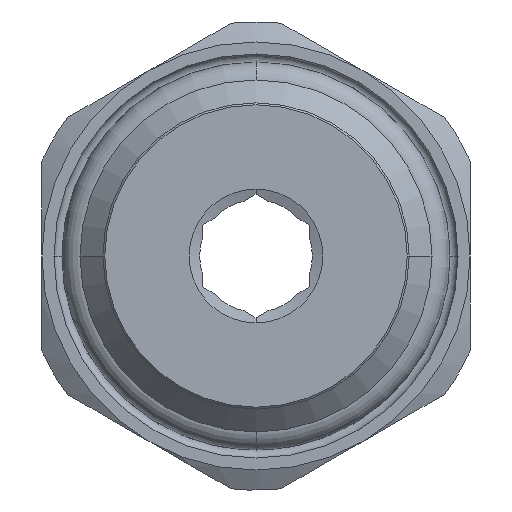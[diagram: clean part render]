
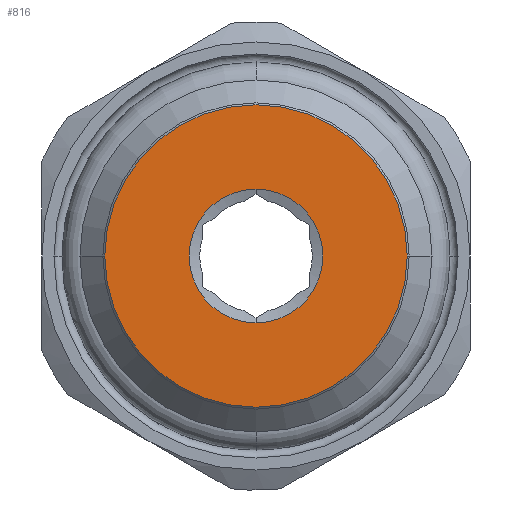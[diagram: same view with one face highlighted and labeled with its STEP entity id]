
A CAD part, front view. The second image highlights one B-rep face of the part: STEP entity #816.
In plain terms, the highlighted planar face has unit normal (0, -1, 0).
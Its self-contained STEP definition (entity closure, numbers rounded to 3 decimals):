
#816=ADVANCED_FACE('',(#2125,#2126),#2127,.T.);
#2125=FACE_OUTER_BOUND('',#4986,.T.);
#2126=FACE_BOUND('',#4987,.T.);
#2127=PLANE('',#4988);
#4986=EDGE_LOOP('',(#9974,#9975));
#4987=EDGE_LOOP('',(#9976,#9977));
#4988=AXIS2_PLACEMENT_3D('',#9978,#9979,#9980);
#9974=ORIENTED_EDGE('',*,*,#11978,.F.);
#9975=ORIENTED_EDGE('',*,*,#11979,.F.);
#9976=ORIENTED_EDGE('',*,*,#11977,.T.);
#9977=ORIENTED_EDGE('',*,*,#11971,.T.);
#9978=CARTESIAN_POINT('',(0.0,-5.5,0.0));
#9979=DIRECTION('',(0.0,-1.0,0.0));
#9980=DIRECTION('',(0.0,0.0,-1.0));
#11971=EDGE_CURVE('',#14694,#14692,#14695,.T.);
#11977=EDGE_CURVE('',#14692,#14694,#14701,.T.);
#11978=EDGE_CURVE('',#14702,#14703,#14704,.T.);
#11979=EDGE_CURVE('',#14703,#14702,#14705,.T.);
#14692=VERTEX_POINT('',#19620);
#14694=VERTEX_POINT('',#19623);
#14695=CIRCLE('',#19624,2.5);
#14701=CIRCLE('',#19647,2.5);
#14702=VERTEX_POINT('',#19648);
#14703=VERTEX_POINT('',#19649);
#14704=CIRCLE('',#19650,5.65);
#14705=CIRCLE('',#19651,5.65);
#19620=CARTESIAN_POINT('',(0.0,-5.5,2.5));
#19623=CARTESIAN_POINT('',(0.0,-5.5,-2.5));
#19624=AXIS2_PLACEMENT_3D('',#22348,#22349,#22350);
#19647=AXIS2_PLACEMENT_3D('',#22352,#22353,#22354);
#19648=CARTESIAN_POINT('',(5.65,-5.5,0.0));
#19649=CARTESIAN_POINT('',(-5.65,-5.5,0.0));
#19650=AXIS2_PLACEMENT_3D('',#22355,#22356,#22357);
#19651=AXIS2_PLACEMENT_3D('',#22358,#22359,#22360);
#22348=CARTESIAN_POINT('',(0.0,-5.5,0.0));
#22349=DIRECTION('',(0.0,1.0,0.0));
#22350=DIRECTION('',(0.0,0.0,-1.0));
#22352=CARTESIAN_POINT('',(0.0,-5.5,0.0));
#22353=DIRECTION('',(0.0,1.0,0.0));
#22354=DIRECTION('',(0.0,0.0,1.0));
#22355=CARTESIAN_POINT('',(0.0,-5.5,0.0));
#22356=DIRECTION('',(-0.0,1.0,0.0));
#22357=DIRECTION('',(1.0,0.0,0.0));
#22358=CARTESIAN_POINT('',(0.0,-5.5,0.0));
#22359=DIRECTION('',(0.0,1.0,0.0));
#22360=DIRECTION('',(-1.0,0.0,0.0));
